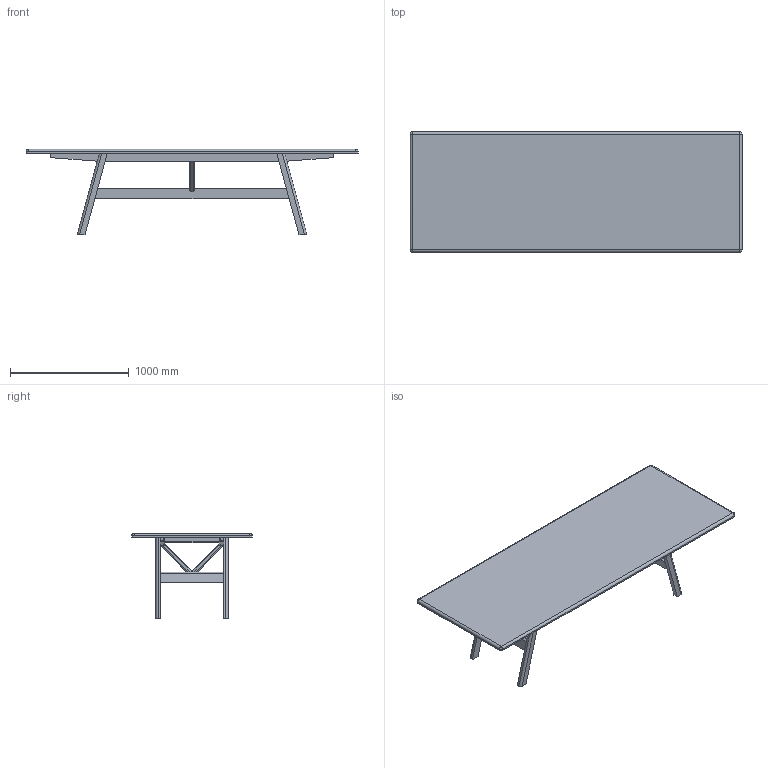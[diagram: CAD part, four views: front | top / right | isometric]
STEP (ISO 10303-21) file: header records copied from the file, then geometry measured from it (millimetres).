
FILE_DESCRIPTION(/* description */ (''),/* implementation_level */ '2;1');
FILE_NAME(/* name */ 'Kant_CB-395_3D',/* time_stamp */ '2023-10-06T13:45:49+02:00',/* author */ (''),/* organization */ (''),/* preprocessor_version */ 'ST-DEVELOPER v16.5',/* originating_system */ 'Rhino 7.31',/* authorisation */ '');
FILE_SCHEMA (('AUTOMOTIVE_DESIGN'));
Length unit declared in the file: centimetre
Products named in the file (2): Document; Kant_CB-395
Assembly tree (1 placements, depth 2):
  Document
    Kant_CB-395
Bounding box: 2800 x 1016 x 721 mm (x, y, z)
Volume: 126953909.3 mm3; surface area: 9472736.4 mm2
Topology: 20 solids, 38 shells, 201 faces, 457 edges, 314 vertices
Faces by surface type: plane 154, cylinder 39, bspline 8
Entity records: 5976 total; most frequent: CARTESIAN_POINT 2296, ORIENTED_EDGE 850, EDGE_CURVE 457, B_SPLINE_CURVE_WITH_KNOTS 407, VERTEX_POINT 314, DIRECTION 203, ADVANCED_FACE 201, FACE_OUTER_BOUND 201
